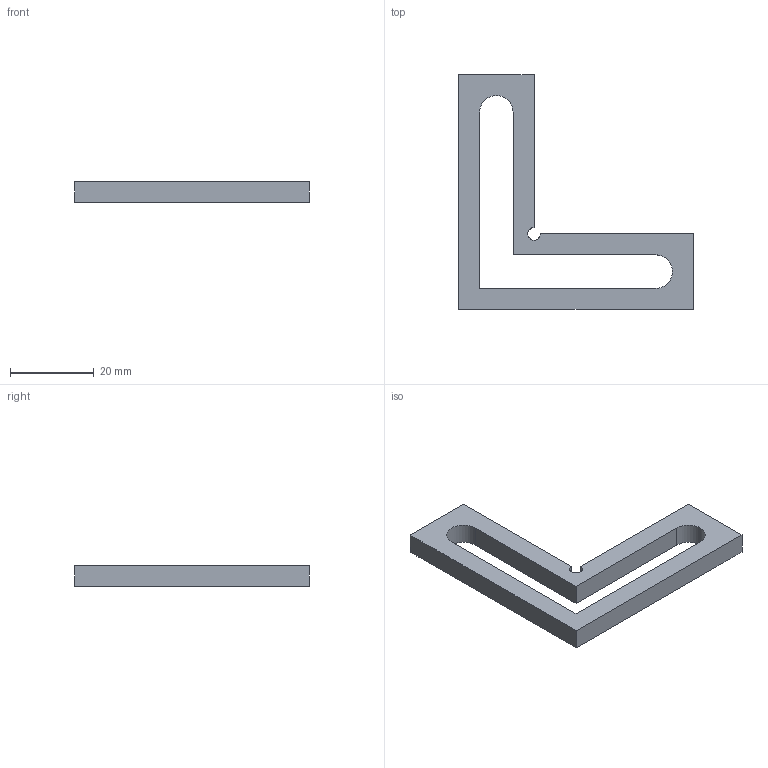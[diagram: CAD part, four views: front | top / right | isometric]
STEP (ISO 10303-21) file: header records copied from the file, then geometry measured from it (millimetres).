
FILE_DESCRIPTION(/* description */ (''),/* implementation_level */ '2;1');
FILE_NAME(/* name */ 'Kabelhalterung_V1.stp',/* time_stamp */ '2022-11-21T18:50:18+01:00',/* author */ ('richa'),/* organization */ (''),/* preprocessor_version */ 'ST-DEVELOPER v19',/* originating_system */ 'Autodesk Inventor 2023',/* authorisation */ '');
FILE_SCHEMA (('AUTOMOTIVE_DESIGN { 1 0 10303 214 3 1 1 }'));
Length unit declared in the file: millimetre
Products named in the file (1): Kabelhalterung_V1
Bounding box: 56 x 56 x 5 mm (x, y, z)
Volume: 5142.2 mm3; surface area: 4082.9 mm2
Topology: 1 solids, 1 shells, 15 faces, 39 edges, 26 vertices
Faces by surface type: plane 12, cylinder 3
Entity records: 506 total; most frequent: CARTESIAN_POINT 81, ORIENTED_EDGE 78, DIRECTION 77, EDGE_CURVE 39, LINE 33, VECTOR 33, VERTEX_POINT 26, AXIS2_PLACEMENT_3D 22
